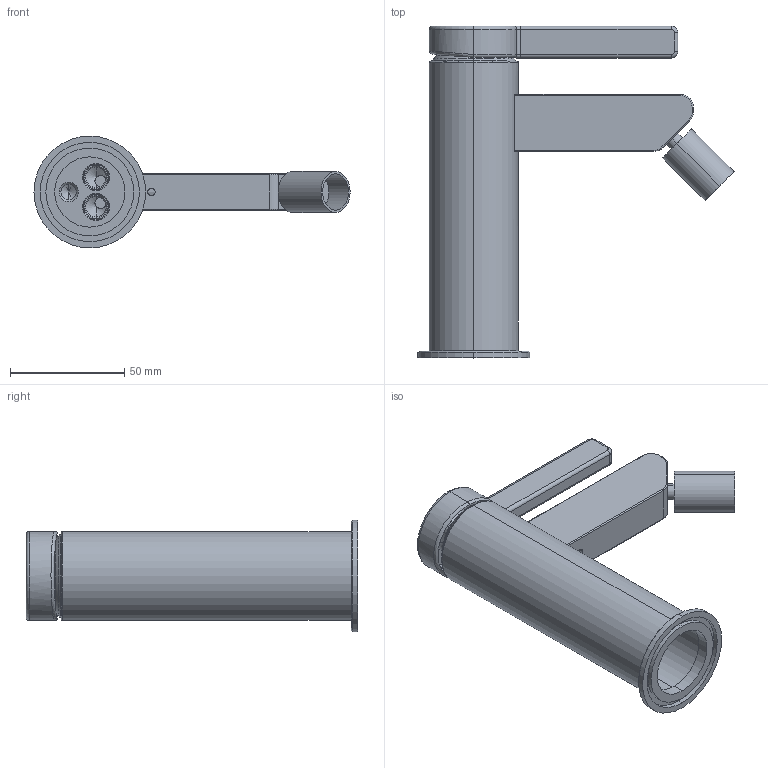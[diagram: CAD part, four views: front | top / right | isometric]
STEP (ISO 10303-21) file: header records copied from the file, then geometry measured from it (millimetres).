
FILE_DESCRIPTION (( 'STEP AP203' ), '1' );
FILE_NAME ('BIDE AXIS.STEP', '2018-11-14T09:55:38', ( 'Usuario' ), ( '' ), 'SwSTEP 2.0', 'SolidWorks 2016', '' );
FILE_SCHEMA (( 'CONFIG_CONTROL_DESIGN' ));
Length unit declared in the file: millimetre
Products named in the file (13): 1769 EMBELLECEDOR ZAMAQ LAVABO TIME 2016_-01; 3099 BOBINA LAVABO AXIAL_-01; 3054 MANETA MONOMANDO AXIAL 2018_-01; 1913 CUERPO LAVABO M TIME MALE 2016 v2.0_v2.0; 1778 PEANA NUEVA SERIE TIME 2016_-01; CARTUCHO CITEC 27 GRAN CAUDAL OL_SIN HUSILLO; 3101 CA埆 AXIAL BIDE_-01; CARTUCHO CITEC 27 GRAN CAUDAL OL_REBANADA; ROTULA AMFAG_REDONDO; CARTUCHO CITEC 27 GRAN CAUDAL OL_HUSILLO; BIDE AXIS; CT25UF001 CARTUCHO 25 JUNTA SUPERIOR CITEC O; 1922 TUERCA APRETACARTUCHOS v2.0 TIME 2016_-03
Assembly tree (12 placements, depth 3):
  BIDE AXIS
    1913 CUERPO LAVABO M TIME MALE 2016 v2.0_v2.0
    CT25UF001 CARTUCHO 25 JUNTA SUPERIOR CITEC O
      CARTUCHO CITEC 27 GRAN CAUDAL OL_SIN HUSILLO
      CARTUCHO CITEC 27 GRAN CAUDAL OL_REBANADA
      CARTUCHO CITEC 27 GRAN CAUDAL OL_HUSILLO
    1922 TUERCA APRETACARTUCHOS v2.0 TIME 2016_-03
    1769 EMBELLECEDOR ZAMAQ LAVABO TIME 2016_-01
    3099 BOBINA LAVABO AXIAL_-01
    3054 MANETA MONOMANDO AXIAL 2018_-01
    1778 PEANA NUEVA SERIE TIME 2016_-01
    3101 CA埆 AXIAL BIDE_-01
    ROTULA AMFAG_REDONDO
Bounding box: 138.63 x 145.5 x 49 mm (x, y, z)
Volume: 131798 mm3; surface area: 68967.1 mm2
Topology: 11 solids, 11 shells, 622 faces, 1448 edges, 869 vertices
Faces by surface type: cylinder 220, plane 159, cone 97, torus 81, bspline 61, sphere 4
Entity records: 21270 total; most frequent: CARTESIAN_POINT 5889, DIRECTION 3043, ORIENTED_EDGE 2864, EDGE_CURVE 1432, AXIS2_PLACEMENT_3D 1229, VERTEX_POINT 869, EDGE_LOOP 685, CIRCLE 652
